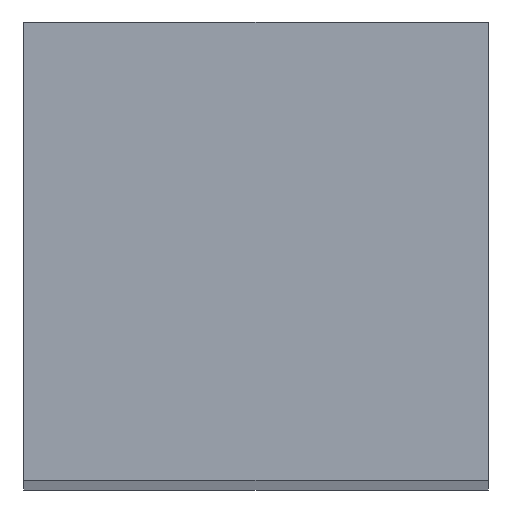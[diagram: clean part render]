
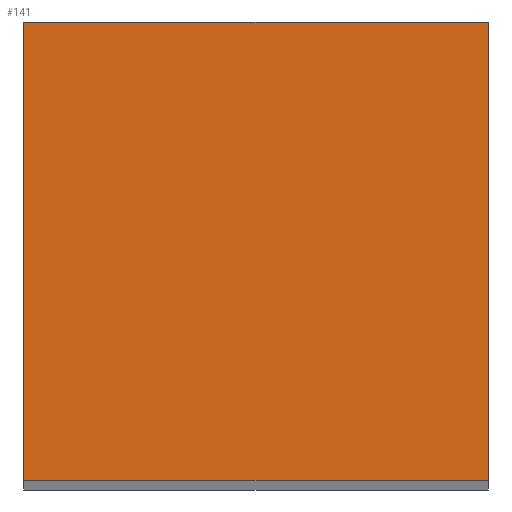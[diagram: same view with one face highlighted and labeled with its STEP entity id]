
A CAD part, top view. The second image highlights one B-rep face of the part: STEP entity #141.
In plain terms, the highlighted planar face has unit normal (0, 0, 1).
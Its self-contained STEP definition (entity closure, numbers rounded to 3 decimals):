
#1 = LINE ( 'NONE', #60, #65 ) ;
#2 = VECTOR ( 'NONE', #62, 1000. ) ;
#9 = ORIENTED_EDGE ( 'NONE', *, *, #17, .T. ) ;
#12 = CARTESIAN_POINT ( 'NONE',  ( 30.916, 30.532, 740. ) ) ;
#17 = EDGE_CURVE ( 'NONE', #86, #169, #1, .T. ) ;
#19 = LINE ( 'NONE', #195, #2 ) ;
#26 = CARTESIAN_POINT ( 'NONE',  ( -30.916, -30.532, 740. ) ) ;
#30 = EDGE_CURVE ( 'NONE', #169, #44, #165, .T. ) ;
#32 = EDGE_LOOP ( 'NONE', ( #58, #9, #149, #188 ) ) ;
#35 = FACE_OUTER_BOUND ( 'NONE', #32, .T. ) ;
#44 = VERTEX_POINT ( 'NONE', #26 ) ;
#58 = ORIENTED_EDGE ( 'NONE', *, *, #129, .T. ) ;
#60 = CARTESIAN_POINT ( 'NONE',  ( -30.916, 30.532, 740. ) ) ;
#62 = DIRECTION ( 'NONE',  ( 0., 1., 0. ) ) ;
#65 = VECTOR ( 'NONE', #190, 1000. ) ;
#66 = LINE ( 'NONE', #162, #95 ) ;
#78 = DIRECTION ( 'NONE',  ( 0., 0., 1. ) ) ;
#79 = CARTESIAN_POINT ( 'NONE',  ( 30.916, -30.532, 740. ) ) ;
#86 = VERTEX_POINT ( 'NONE', #12 ) ;
#90 = VECTOR ( 'NONE', #99, 1000. ) ;
#93 = PLANE ( 'NONE',  #115 ) ;
#95 = VECTOR ( 'NONE', #179, 1000. ) ;
#99 = DIRECTION ( 'NONE',  ( 0., -1., 0. ) ) ;
#106 = VERTEX_POINT ( 'NONE', #79 ) ;
#115 = AXIS2_PLACEMENT_3D ( 'NONE', #159, #78, #145 ) ;
#116 = CARTESIAN_POINT ( 'NONE',  ( -30.916, 30.532, 740. ) ) ;
#129 = EDGE_CURVE ( 'NONE', #106, #86, #19, .T. ) ;
#141 = ADVANCED_FACE ( 'NONE', ( #35 ), #93, .T. ) ;
#144 = EDGE_CURVE ( 'NONE', #44, #106, #66, .T. ) ;
#145 = DIRECTION ( 'NONE',  ( 1., 0., 0. ) ) ;
#148 = CARTESIAN_POINT ( 'NONE',  ( -30.916, 30.532, 740. ) ) ;
#149 = ORIENTED_EDGE ( 'NONE', *, *, #30, .T. ) ;
#159 = CARTESIAN_POINT ( 'NONE',  ( 0., 0., 740. ) ) ;
#162 = CARTESIAN_POINT ( 'NONE',  ( -30.916, -30.532, 740. ) ) ;
#165 = LINE ( 'NONE', #148, #90 ) ;
#169 = VERTEX_POINT ( 'NONE', #116 ) ;
#179 = DIRECTION ( 'NONE',  ( 1., 0., 0. ) ) ;
#188 = ORIENTED_EDGE ( 'NONE', *, *, #144, .T. ) ;
#190 = DIRECTION ( 'NONE',  ( -1., 0., 0. ) ) ;
#195 = CARTESIAN_POINT ( 'NONE',  ( 30.916, 30.532, 740. ) ) ;
